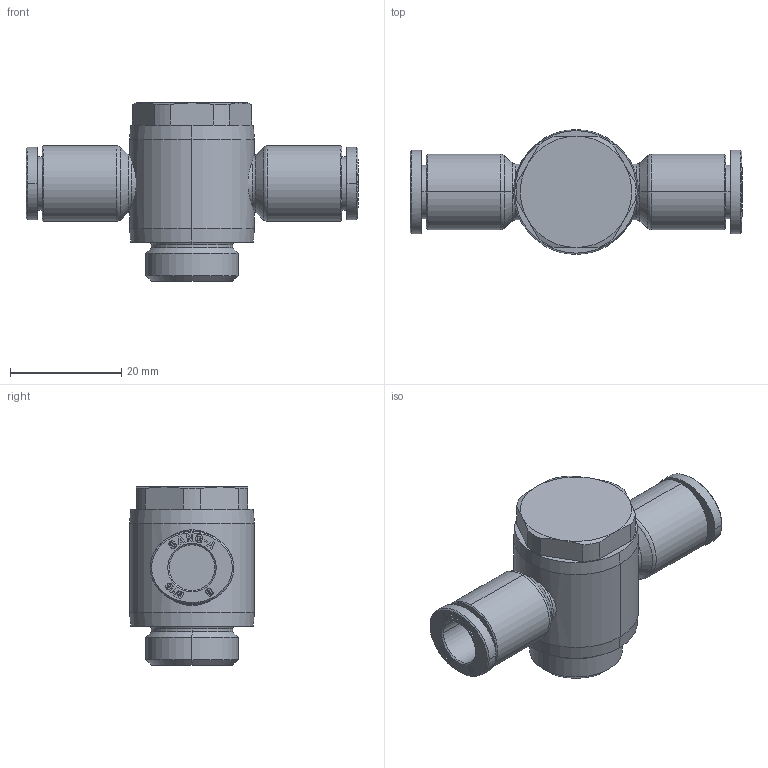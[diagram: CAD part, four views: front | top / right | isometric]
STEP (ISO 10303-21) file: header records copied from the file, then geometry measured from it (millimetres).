
FILE_DESCRIPTION (( 'STEP AP214' ), '1' );
FILE_NAME ('PGT08-G03(1).STEP', '2015-11-03T10:32:46', ( '' ), ( '' ), 'SwSTEP 2.0', 'SolidWorks 2015', '' );
FILE_SCHEMA (( 'AUTOMOTIVE_DESIGN' ));
Length unit declared in the file: millimetre
Products named in the file (2): ｦ+ﾃｦ1; PGT08-G03(1)
Assembly tree (1 placements, depth 2):
  PGT08-G03(1)
    ｦ+ﾃｦ1
Bounding box: 59.6 x 22.4 x 32 mm (x, y, z)
Volume: 11542.4 mm3; surface area: 9166.7 mm2
Topology: 1 solids, 1 shells, 847 faces, 2357 edges, 1555 vertices
Faces by surface type: plane 686, bspline 64, cylinder 51, cone 42, torus 4
Entity records: 29454 total; most frequent: CARTESIAN_POINT 7335, ORIENTED_EDGE 4710, DIRECTION 3911, EDGE_CURVE 2355, LINE 2029, VECTOR 2029, VERTEX_POINT 1555, AXIS2_PLACEMENT_3D 941
